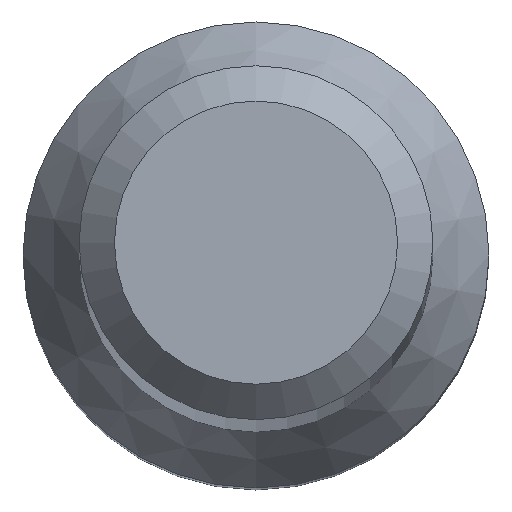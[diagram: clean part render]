
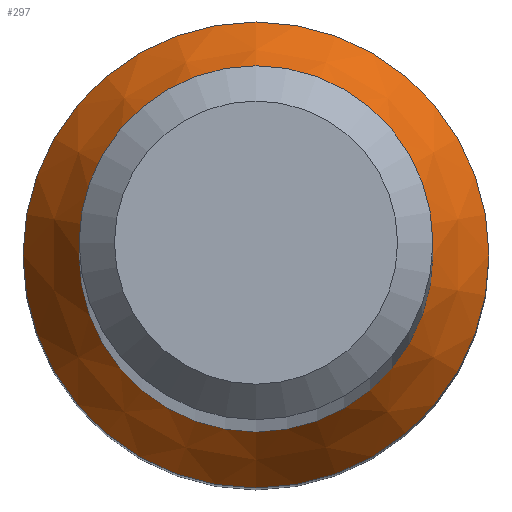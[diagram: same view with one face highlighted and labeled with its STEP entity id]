
A CAD part, top view. The second image highlights one B-rep face of the part: STEP entity #297.
In plain terms, the highlighted conical face has half-angle 30 degrees and reference radius 1.975 mm.
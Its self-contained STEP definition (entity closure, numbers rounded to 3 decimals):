
#8 = ORIENTED_EDGE ( 'NONE', *, *, #56, .F. ) ;
#38 = CARTESIAN_POINT ( 'NONE',  ( 0., 1.975, 10. ) ) ;
#50 = CARTESIAN_POINT ( 'NONE',  ( 0., 0., 10.823 ) ) ;
#53 = DIRECTION ( 'NONE',  ( 0., 1., 0. ) ) ;
#56 = EDGE_CURVE ( 'NONE', #68, #68, #166, .T. ) ;
#58 = CARTESIAN_POINT ( 'NONE',  ( 0., 0., 10. ) ) ;
#68 = VERTEX_POINT ( 'NONE', #38 ) ;
#85 = CARTESIAN_POINT ( 'NONE',  ( 0., 0., 10. ) ) ;
#88 = DIRECTION ( 'NONE',  ( 0., 0., -1. ) ) ;
#91 = AXIS2_PLACEMENT_3D ( 'NONE', #58, #88, #261 ) ;
#112 = DIRECTION ( 'NONE',  ( 0., 1., 0. ) ) ;
#124 = FACE_BOUND ( 'NONE', #242, .T. ) ;
#142 = FACE_OUTER_BOUND ( 'NONE', #262, .T. ) ;
#155 = VERTEX_POINT ( 'NONE', #290 ) ;
#166 = CIRCLE ( 'NONE', #91, 1.975 ) ;
#190 = CONICAL_SURFACE ( 'NONE', #263, 1.975, 0.524 ) ;
#241 = CIRCLE ( 'NONE', #253, 1.5 ) ;
#242 = EDGE_LOOP ( 'NONE', ( #268 ) ) ;
#253 = AXIS2_PLACEMENT_3D ( 'NONE', #50, #255, #53 ) ;
#255 = DIRECTION ( 'NONE',  ( 0., 0., -1. ) ) ;
#260 = DIRECTION ( 'NONE',  ( 0., 0., -1. ) ) ;
#261 = DIRECTION ( 'NONE',  ( 0., 1., 0. ) ) ;
#262 = EDGE_LOOP ( 'NONE', ( #8 ) ) ;
#263 = AXIS2_PLACEMENT_3D ( 'NONE', #85, #260, #112 ) ;
#268 = ORIENTED_EDGE ( 'NONE', *, *, #278, .T. ) ;
#278 = EDGE_CURVE ( 'NONE', #155, #155, #241, .T. ) ;
#290 = CARTESIAN_POINT ( 'NONE',  ( 0., 1.5, 10.823 ) ) ;
#297 = ADVANCED_FACE ( 'NONE', ( #124, #142 ), #190, .T. ) ;
